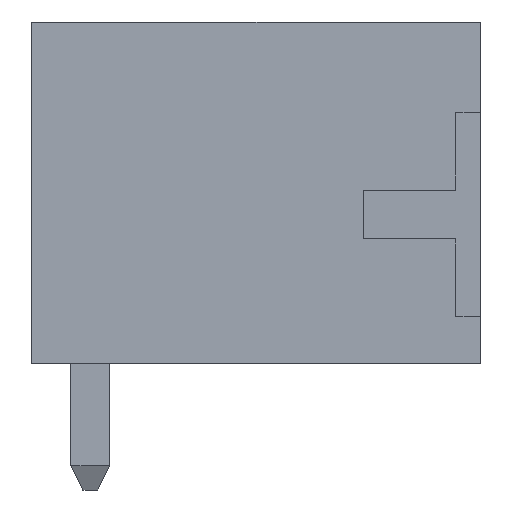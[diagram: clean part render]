
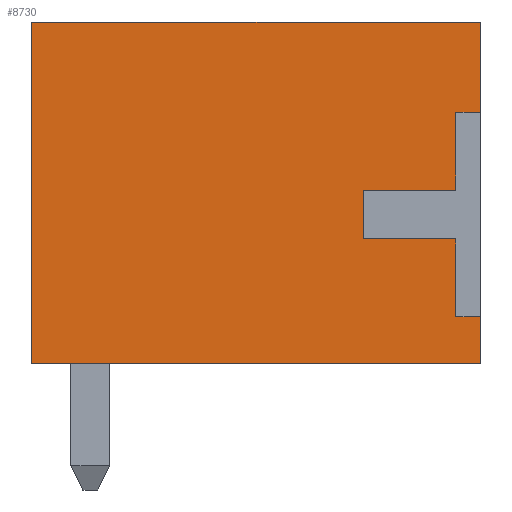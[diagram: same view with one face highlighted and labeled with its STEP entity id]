
A CAD part, left-side view. The second image highlights one B-rep face of the part: STEP entity #8730.
In plain terms, the highlighted planar face has unit normal (-1, 0, 0).
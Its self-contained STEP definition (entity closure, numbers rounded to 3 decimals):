
#244=ORIENTED_EDGE('',*,*,#2815,.F.);
#245=ORIENTED_EDGE('',*,*,#2816,.F.);
#246=ORIENTED_EDGE('',*,*,#2817,.F.);
#247=ORIENTED_EDGE('',*,*,#2818,.F.);
#248=ORIENTED_EDGE('',*,*,#2819,.F.);
#249=ORIENTED_EDGE('',*,*,#2820,.F.);
#250=ORIENTED_EDGE('',*,*,#2821,.F.);
#251=ORIENTED_EDGE('',*,*,#2822,.T.);
#252=ORIENTED_EDGE('',*,*,#2823,.F.);
#253=ORIENTED_EDGE('',*,*,#2824,.F.);
#254=ORIENTED_EDGE('',*,*,#2825,.T.);
#255=ORIENTED_EDGE('',*,*,#2826,.T.);
#2815=EDGE_CURVE('',#4100,#4101,#4963,.T.);
#2816=EDGE_CURVE('',#4102,#4100,#4964,.T.);
#2817=EDGE_CURVE('',#4103,#4102,#4965,.T.);
#2818=EDGE_CURVE('',#4104,#4103,#4966,.T.);
#2819=EDGE_CURVE('',#4105,#4104,#4967,.T.);
#2820=EDGE_CURVE('',#4106,#4105,#4968,.T.);
#2821=EDGE_CURVE('',#4107,#4106,#4969,.T.);
#2822=EDGE_CURVE('',#4107,#4108,#4970,.T.);
#2823=EDGE_CURVE('',#4109,#4108,#4971,.T.);
#2824=EDGE_CURVE('',#4110,#4109,#4972,.T.);
#2825=EDGE_CURVE('',#4110,#4111,#4973,.T.);
#2826=EDGE_CURVE('',#4111,#4101,#4974,.T.);
#4100=VERTEX_POINT('',#12128);
#4101=VERTEX_POINT('',#12129);
#4102=VERTEX_POINT('',#12131);
#4103=VERTEX_POINT('',#12133);
#4104=VERTEX_POINT('',#12135);
#4105=VERTEX_POINT('',#12137);
#4106=VERTEX_POINT('',#12139);
#4107=VERTEX_POINT('',#12141);
#4108=VERTEX_POINT('',#12143);
#4109=VERTEX_POINT('',#12145);
#4110=VERTEX_POINT('',#12147);
#4111=VERTEX_POINT('',#12149);
#4963=LINE('',#12127,#6147);
#4964=LINE('',#12130,#6148);
#4965=LINE('',#12132,#6149);
#4966=LINE('',#12134,#6150);
#4967=LINE('',#12136,#6151);
#4968=LINE('',#12138,#6152);
#4969=LINE('',#12140,#6153);
#4970=LINE('',#12142,#6154);
#4971=LINE('',#12144,#6155);
#4972=LINE('',#12146,#6156);
#4973=LINE('',#12148,#6157);
#4974=LINE('',#12150,#6158);
#6147=VECTOR('',#9805,1000.);
#6148=VECTOR('',#9806,1000.);
#6149=VECTOR('',#9807,1000.);
#6150=VECTOR('',#9808,1000.);
#6151=VECTOR('',#9809,1000.);
#6152=VECTOR('',#9810,1000.);
#6153=VECTOR('',#9811,1000.);
#6154=VECTOR('',#9812,1000.);
#6155=VECTOR('',#9813,1000.);
#6156=VECTOR('',#9814,1000.);
#6157=VECTOR('',#9815,1000.);
#6158=VECTOR('',#9816,1000.);
#7316=EDGE_LOOP('',(#244,#245,#246,#247,#248,#249,#250,#251,#252,#253,#254,
#255));
#7820=FACE_BOUND('',#7316,.T.);
#8324=PLANE('',#9205);
#8730=ADVANCED_FACE('',(#7820),#8324,.F.);
#9205=AXIS2_PLACEMENT_3D('',#12126,#9803,#9804);
#9803=DIRECTION('',(1.,0.,0.));
#9804=DIRECTION('',(0.,0.,-1.));
#9805=DIRECTION('',(0.,-1.,0.));
#9806=DIRECTION('',(0.,0.,-1.));
#9807=DIRECTION('',(0.,-1.,0.));
#9808=DIRECTION('',(0.,0.,-1.));
#9809=DIRECTION('',(0.,1.,0.));
#9810=DIRECTION('',(0.,0.,-1.));
#9811=DIRECTION('',(0.,1.,0.));
#9812=DIRECTION('',(0.,0.,1.));
#9813=DIRECTION('',(0.,-1.,0.));
#9814=DIRECTION('',(0.,0.,1.));
#9815=DIRECTION('',(0.,-1.,0.));
#9816=DIRECTION('',(0.,0.,1.));
#12126=CARTESIAN_POINT('',(-14.4,9.2,-3.5));
#12127=CARTESIAN_POINT('',(-14.4,0.5,-2.55));
#12128=CARTESIAN_POINT('',(-14.4,0.5,-2.55));
#12129=CARTESIAN_POINT('',(-14.4,0.,-2.55));
#12130=CARTESIAN_POINT('',(-14.4,0.5,-0.95));
#12131=CARTESIAN_POINT('',(-14.4,0.5,-0.95));
#12132=CARTESIAN_POINT('',(-14.4,2.4,-0.95));
#12133=CARTESIAN_POINT('',(-14.4,2.4,-0.95));
#12134=CARTESIAN_POINT('',(-14.4,2.4,0.05));
#12135=CARTESIAN_POINT('',(-14.4,2.4,0.05));
#12136=CARTESIAN_POINT('',(-14.4,0.5,0.05));
#12137=CARTESIAN_POINT('',(-14.4,0.5,0.05));
#12138=CARTESIAN_POINT('',(-14.4,0.5,1.65));
#12139=CARTESIAN_POINT('',(-14.4,0.5,1.65));
#12140=CARTESIAN_POINT('',(-14.4,0.,1.65));
#12141=CARTESIAN_POINT('',(-14.4,0.,1.65));
#12142=CARTESIAN_POINT('',(-14.4,0.,-3.5));
#12143=CARTESIAN_POINT('',(-14.4,0.,3.5));
#12144=CARTESIAN_POINT('',(-14.4,9.2,3.5));
#12145=CARTESIAN_POINT('',(-14.4,9.2,3.5));
#12146=CARTESIAN_POINT('',(-14.4,9.2,-3.5));
#12147=CARTESIAN_POINT('',(-14.4,9.2,-3.5));
#12148=CARTESIAN_POINT('',(-14.4,9.2,-3.5));
#12149=CARTESIAN_POINT('',(-14.4,0.,-3.5));
#12150=CARTESIAN_POINT('',(-14.4,0.,-3.5));
